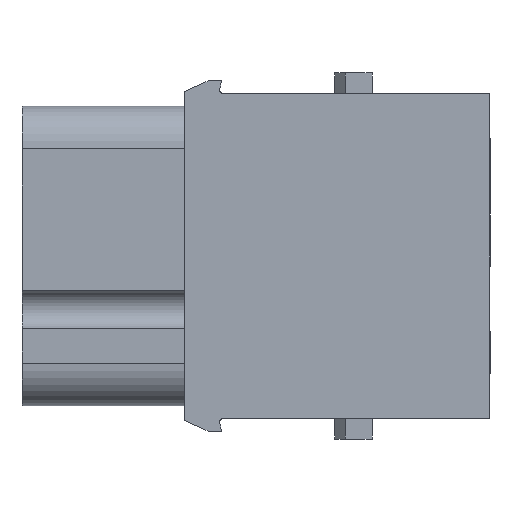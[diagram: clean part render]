
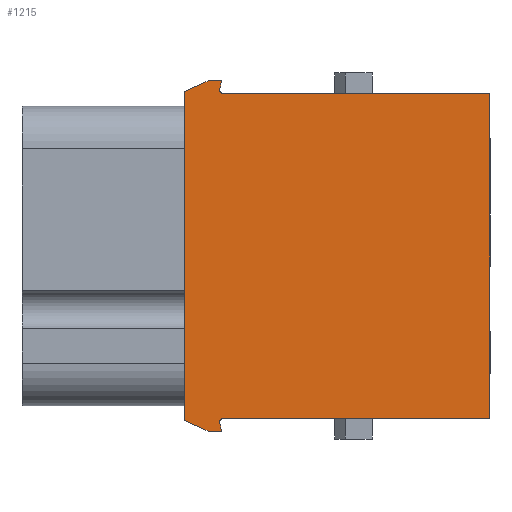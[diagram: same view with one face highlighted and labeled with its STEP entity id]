
A CAD part, left-side view. The second image highlights one B-rep face of the part: STEP entity #1215.
In plain terms, the highlighted planar face has unit normal (-1, 0, 0).
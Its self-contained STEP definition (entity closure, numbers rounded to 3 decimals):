
#737=CIRCLE('',#5966,0.4);
#741=CIRCLE('',#5987,0.4);
#1215=ADVANCED_FACE('',(#1682),#1444,.T.);
#1444=PLANE('',#6278);
#1682=FACE_OUTER_BOUND('',#2016,.T.);
#2016=EDGE_LOOP('',(#3305,#3306,#3307,#3308,#3309,#3310,#3311,#3312,#3313,
#3314,#3315,#3316));
#3305=ORIENTED_EDGE('',*,*,#4580,.F.);
#3306=ORIENTED_EDGE('',*,*,#4575,.T.);
#3307=ORIENTED_EDGE('',*,*,#4582,.T.);
#3308=ORIENTED_EDGE('',*,*,#4029,.T.);
#3309=ORIENTED_EDGE('',*,*,#4016,.T.);
#3310=ORIENTED_EDGE('',*,*,#4020,.T.);
#3311=ORIENTED_EDGE('',*,*,#4024,.T.);
#3312=ORIENTED_EDGE('',*,*,#4583,.T.);
#3313=ORIENTED_EDGE('',*,*,#4071,.T.);
#3314=ORIENTED_EDGE('',*,*,#4074,.T.);
#3315=ORIENTED_EDGE('',*,*,#4076,.T.);
#3316=ORIENTED_EDGE('',*,*,#4078,.T.);
#3506=VERTEX_POINT('',#7880);
#3507=VERTEX_POINT('',#7881);
#3510=VERTEX_POINT('',#7889);
#3513=VERTEX_POINT('',#7896);
#3516=VERTEX_POINT('',#7907);
#3546=VERTEX_POINT('',#7992);
#3547=VERTEX_POINT('',#7994);
#3548=VERTEX_POINT('',#7998);
#3549=VERTEX_POINT('',#8002);
#3550=VERTEX_POINT('',#8006);
#3896=VERTEX_POINT('',#9115);
#3897=VERTEX_POINT('',#9116);
#4016=EDGE_CURVE('',#3506,#3507,#4710,.T.);
#4020=EDGE_CURVE('',#3507,#3510,#4714,.T.);
#4024=EDGE_CURVE('',#3510,#3513,#4718,.T.);
#4029=EDGE_CURVE('',#3516,#3506,#737,.T.);
#4071=EDGE_CURVE('',#3547,#3546,#4760,.T.);
#4074=EDGE_CURVE('',#3546,#3548,#4763,.T.);
#4076=EDGE_CURVE('',#3548,#3549,#4765,.T.);
#4078=EDGE_CURVE('',#3549,#3550,#741,.T.);
#4575=EDGE_CURVE('',#3896,#3897,#5177,.T.);
#4580=EDGE_CURVE('',#3896,#3550,#5182,.T.);
#4582=EDGE_CURVE('',#3897,#3516,#5184,.T.);
#4583=EDGE_CURVE('',#3513,#3547,#5185,.T.);
#4710=LINE('',#7879,#5298);
#4714=LINE('',#7888,#5302);
#4718=LINE('',#7897,#5306);
#4760=LINE('',#7993,#5348);
#4763=LINE('',#7999,#5351);
#4765=LINE('',#8003,#5353);
#5177=LINE('',#9114,#5765);
#5182=LINE('',#9124,#5770);
#5184=LINE('',#9127,#5772);
#5185=LINE('',#9128,#5773);
#5298=VECTOR('',#6482,1.);
#5302=VECTOR('',#6488,1.);
#5306=VECTOR('',#6494,1.);
#5348=VECTOR('',#6578,1.);
#5351=VECTOR('',#6583,1.);
#5353=VECTOR('',#6587,1.);
#5765=VECTOR('',#7579,1.);
#5770=VECTOR('',#7586,1.);
#5772=VECTOR('',#7590,1.);
#5773=VECTOR('',#7591,1.);
#5966=AXIS2_PLACEMENT_3D('',#7906,#6504,#6505);
#5987=AXIS2_PLACEMENT_3D('',#8007,#6591,#6592);
#6278=AXIS2_PLACEMENT_3D('',#9129,#7592,#7593);
#6482=DIRECTION('',(0.,-0.259,0.966));
#6488=DIRECTION('',(0.,1.,0.));
#6494=DIRECTION('',(0.,0.906,-0.423));
#6504=DIRECTION('',(1.,0.,0.));
#6505=DIRECTION('',(0.,0.,-1.));
#6578=DIRECTION('',(0.,-0.906,-0.423));
#6583=DIRECTION('',(0.,-1.,0.));
#6587=DIRECTION('',(0.,0.259,0.966));
#6591=DIRECTION('',(1.,0.,0.));
#6592=DIRECTION('',(0.,0.966,-0.259));
#7579=DIRECTION('',(0.,0.,1.));
#7586=DIRECTION('',(0.,1.,0.));
#7590=DIRECTION('',(0.,1.,0.));
#7591=DIRECTION('',(0.,0.,-1.));
#7592=DIRECTION('',(-1.,0.,0.));
#7593=DIRECTION('',(0.,0.,-1.));
#7879=CARTESIAN_POINT('',(-7.3,-0.764,15.604));
#7880=CARTESIAN_POINT('',(-7.3,-0.764,15.604));
#7881=CARTESIAN_POINT('',(-7.3,-0.964,16.35));
#7888=CARTESIAN_POINT('',(-7.3,-0.964,16.35));
#7889=CARTESIAN_POINT('',(-7.3,0.236,16.35));
#7896=CARTESIAN_POINT('',(-7.3,2.5,15.294));
#7897=CARTESIAN_POINT('',(-7.3,0.236,16.35));
#7906=CARTESIAN_POINT('',(-7.3,-1.15,15.5));
#7907=CARTESIAN_POINT('',(-7.3,-1.15,15.1));
#7992=CARTESIAN_POINT('',(-7.3,0.236,-16.45));
#7993=CARTESIAN_POINT('',(-7.3,2.5,-15.394));
#7994=CARTESIAN_POINT('',(-7.3,2.5,-15.394));
#7998=CARTESIAN_POINT('',(-7.3,-0.964,-16.45));
#7999=CARTESIAN_POINT('',(-7.3,0.236,-16.45));
#8002=CARTESIAN_POINT('',(-7.3,-0.764,-15.704));
#8003=CARTESIAN_POINT('',(-7.3,-0.964,-16.45));
#8006=CARTESIAN_POINT('',(-7.3,-1.15,-15.2));
#8007=CARTESIAN_POINT('',(-7.3,-1.15,-15.6));
#9114=CARTESIAN_POINT('',(-7.3,-26.,-15.2));
#9115=CARTESIAN_POINT('',(-7.3,-26.,-15.2));
#9116=CARTESIAN_POINT('',(-7.3,-26.,15.1));
#9124=CARTESIAN_POINT('',(-7.3,-26.,-15.2));
#9127=CARTESIAN_POINT('',(-7.3,-26.,15.1));
#9128=CARTESIAN_POINT('',(-7.3,2.5,15.294));
#9129=CARTESIAN_POINT('',(-7.3,4.127,16.649));
